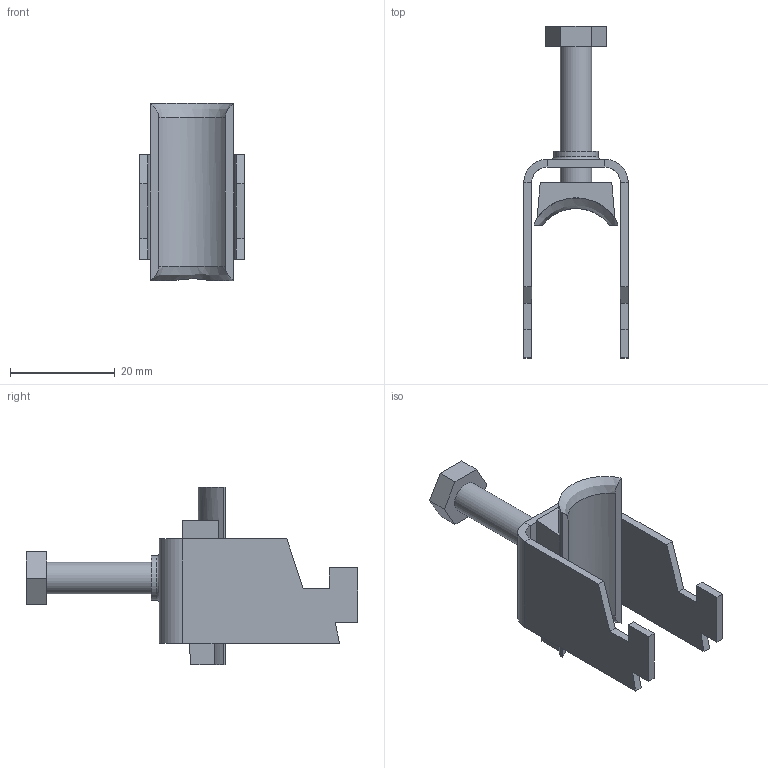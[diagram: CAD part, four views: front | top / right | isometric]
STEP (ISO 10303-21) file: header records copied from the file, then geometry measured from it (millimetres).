
FILE_DESCRIPTION (( 'STEP AP214' ), '1' );
FILE_NAME ('1163167.stp', '2021-05-03T09:28:56', ( '' ), ( '' ), 'SwSTEP 2.0', 'SolidWorks 2020', '' );
FILE_SCHEMA (( 'AUTOMOTIVE_DESIGN' ));
Length unit declared in the file: millimetre
Products named in the file (5): EB301-03-01_Standard; EB101-00-03_M6 x 26; EB101-03-02_Standard; 1163167; EB101-00-04_Standard
Assembly tree (4 placements, depth 2):
  1163167
    EB301-03-01_Standard
    EB101-00-03_M6 x 26
    EB101-00-04_Standard
    EB101-03-02_Standard
Bounding box: 20 x 63.5 x 34 mm (x, y, z)
Volume: 5183.6 mm3; surface area: 6987.9 mm2
Topology: 4 solids, 4 shells, 130 faces, 314 edges, 198 vertices
Faces by surface type: plane 103, cylinder 15, cone 6, torus 4, bspline 2
Full cylindrical faces by diameter (mm): 2.9 x1, 3.2 x1, 4.2 x1, 5.5 x1, 6 x1, 8.2 x1, 8.5 x1
Entity records: 4114 total; most frequent: CARTESIAN_POINT 967, ORIENTED_EDGE 598, DIRECTION 598, EDGE_CURVE 299, LINE 220, VECTOR 220, VERTEX_POINT 196, AXIS2_PLACEMENT_3D 189
